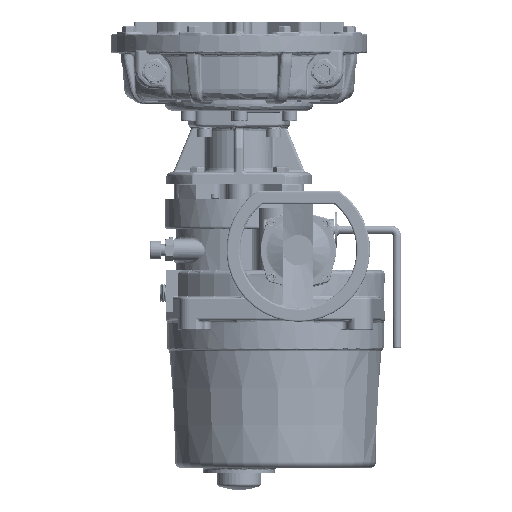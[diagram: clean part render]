
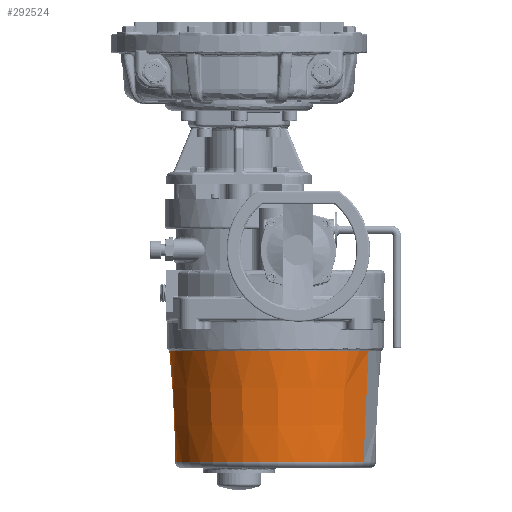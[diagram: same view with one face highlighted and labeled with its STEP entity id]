
A CAD part, left-side view. The second image highlights one B-rep face of the part: STEP entity #292524.
In plain terms, the highlighted conical face has half-angle 3 degrees and reference radius 118.689 mm.
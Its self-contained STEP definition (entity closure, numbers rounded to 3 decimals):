
#3700 = CARTESIAN_POINT ( 'NONE',  ( 117.375, -43., -499.366 ) ) ;
#12766 = EDGE_CURVE ( 'NONE', #44445, #17734, #281576, .T. ) ;
#16914 = CIRCLE ( 'NONE', #97478, 125.597 ) ;
#17734 = VERTEX_POINT ( 'NONE', #180716 ) ;
#23724 = VECTOR ( 'NONE', #36785, 1000. ) ;
#34317 = DIRECTION ( 'NONE',  ( 0., 1., 0. ) ) ;
#36785 = DIRECTION ( 'NONE',  ( -0.025, -0.046, 0.999 ) ) ;
#39125 = CIRCLE ( 'NONE', #269561, 118.689 ) ;
#44445 = VERTEX_POINT ( 'NONE', #291168 ) ;
#49374 = CARTESIAN_POINT ( 'NONE',  ( 117.375, -43., -499.366 ) ) ;
#53663 = CARTESIAN_POINT ( 'NONE',  ( 174.278, 61.16, -499.366 ) ) ;
#58520 = DIRECTION ( 'NONE',  ( 0., 1., 0. ) ) ;
#68738 = DIRECTION ( 'NONE',  ( 0., 0., 1. ) ) ;
#72998 = ORIENTED_EDGE ( 'NONE', *, *, #12766, .F. ) ;
#85362 = AXIS2_PLACEMENT_3D ( 'NONE', #3700, #68738, #108932 ) ;
#86636 = DIRECTION ( 'NONE',  ( 0.025, 0.046, 0.999 ) ) ;
#97478 = AXIS2_PLACEMENT_3D ( 'NONE', #279442, #143875, #58520 ) ;
#102633 = CARTESIAN_POINT ( 'NONE',  ( 57.161, -153.221, -367.564 ) ) ;
#107012 = EDGE_CURVE ( 'NONE', #284953, #166543, #39125, .T. ) ;
#108436 = CONICAL_SURFACE ( 'NONE', #85362, 118.689, 0.052 ) ;
#108932 = DIRECTION ( 'NONE',  ( -0.479, -0.878, 0. ) ) ;
#112961 = DIRECTION ( 'NONE',  ( 0., 0., 1. ) ) ;
#114344 = AXIS2_PLACEMENT_3D ( 'NONE', #128233, #112961, #168370 ) ;
#114789 = CARTESIAN_POINT ( 'NONE',  ( 60.472, -147.16, -499.366 ) ) ;
#125190 = EDGE_CURVE ( 'NONE', #17734, #230514, #16914, .T. ) ;
#127875 = EDGE_LOOP ( 'NONE', ( #284544, #157462, #293215, #191173, #72998 ) ) ;
#128233 = CARTESIAN_POINT ( 'NONE',  ( 117.375, -43., -367.564 ) ) ;
#129780 = DIRECTION ( 'NONE',  ( 0., 0., -1. ) ) ;
#143875 = DIRECTION ( 'NONE',  ( 0., 0., 1. ) ) ;
#151967 = LINE ( 'NONE', #197368, #183389 ) ;
#152197 = LINE ( 'NONE', #297837, #23724 ) ;
#157462 = ORIENTED_EDGE ( 'NONE', *, *, #107012, .F. ) ;
#166543 = VERTEX_POINT ( 'NONE', #53663 ) ;
#168370 = DIRECTION ( 'NONE',  ( 0., 1., 0. ) ) ;
#180716 = CARTESIAN_POINT ( 'NONE',  ( 3.874, -96.778, -367.564 ) ) ;
#183389 = VECTOR ( 'NONE', #86636, 1000. ) ;
#191173 = ORIENTED_EDGE ( 'NONE', *, *, #125190, .F. ) ;
#197368 = CARTESIAN_POINT ( 'NONE',  ( 174.278, 61.16, -499.366 ) ) ;
#228093 = EDGE_CURVE ( 'NONE', #166543, #44445, #151967, .T. ) ;
#230514 = VERTEX_POINT ( 'NONE', #102633 ) ;
#269561 = AXIS2_PLACEMENT_3D ( 'NONE', #49374, #129780, #34317 ) ;
#279442 = CARTESIAN_POINT ( 'NONE',  ( 117.375, -43., -367.564 ) ) ;
#280219 = EDGE_CURVE ( 'NONE', #284953, #230514, #152197, .T. ) ;
#281576 = CIRCLE ( 'NONE', #114344, 125.597 ) ;
#284544 = ORIENTED_EDGE ( 'NONE', *, *, #228093, .F. ) ;
#284953 = VERTEX_POINT ( 'NONE', #114789 ) ;
#289641 = FACE_OUTER_BOUND ( 'NONE', #127875, .T. ) ;
#291168 = CARTESIAN_POINT ( 'NONE',  ( 177.589, 67.221, -367.564 ) ) ;
#292524 = ADVANCED_FACE ( 'NONE', ( #289641 ), #108436, .T. ) ;
#293215 = ORIENTED_EDGE ( 'NONE', *, *, #280219, .T. ) ;
#297837 = CARTESIAN_POINT ( 'NONE',  ( 60.472, -147.16, -499.366 ) ) ;
